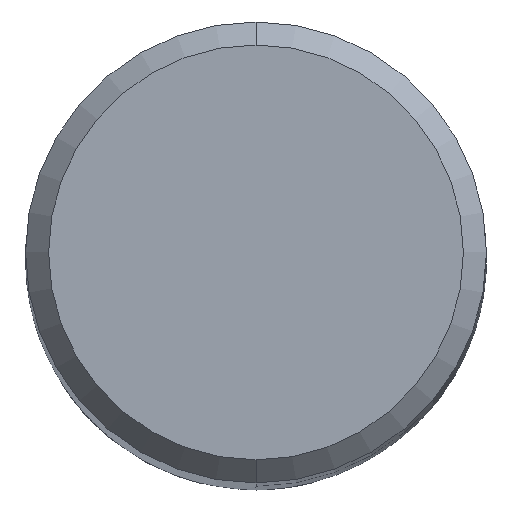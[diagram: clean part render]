
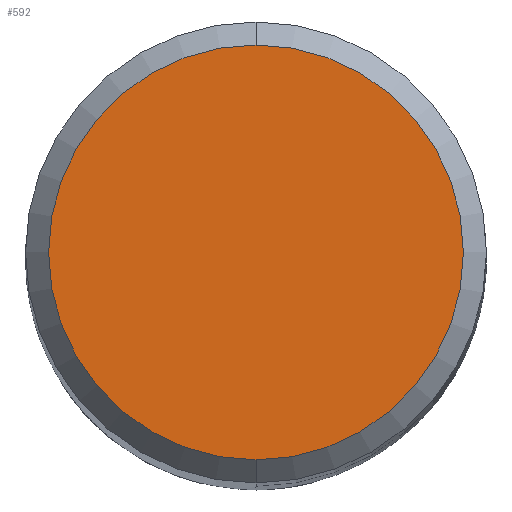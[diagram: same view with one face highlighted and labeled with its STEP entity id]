
A CAD part, top view. The second image highlights one B-rep face of the part: STEP entity #592.
In plain terms, the highlighted planar face has unit normal (0, 0, 1).
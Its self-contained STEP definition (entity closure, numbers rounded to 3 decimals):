
#284=VERTEX_POINT('',#783);
#434=EDGE_CURVE('',#284,#728,#948,.T.);
#592=ADVANCED_FACE('',(#1121),#1122,.T.);
#728=VERTEX_POINT('',#1267);
#734=EDGE_CURVE('',#728,#284,#1275,.T.);
#783=CARTESIAN_POINT('',(0.0,4.5,0.0));
#948=CIRCLE('',#2211,4.5);
#1121=FACE_OUTER_BOUND('',#3474,.T.);
#1122=PLANE('',#3475);
#1267=CARTESIAN_POINT('',(0.,-4.5,0.0));
#1275=CIRCLE('',#3958,4.5);
#2211=AXIS2_PLACEMENT_3D('',#4236,#4237,#4238);
#3474=EDGE_LOOP('',(#4462,#4463));
#3475=AXIS2_PLACEMENT_3D('',#4464,#4465,#4466);
#3958=AXIS2_PLACEMENT_3D('',#4637,#4638,#4639);
#4236=CARTESIAN_POINT('',(0.0,0.0,0.0));
#4237=DIRECTION('',(0.0,0.0,-1.0));
#4238=DIRECTION('',(0.0,1.0,0.0));
#4462=ORIENTED_EDGE('',*,*,#434,.F.);
#4463=ORIENTED_EDGE('',*,*,#734,.F.);
#4464=CARTESIAN_POINT('',(0.0,2.25,0.0));
#4465=DIRECTION('',(-0.0,0.0,1.0));
#4466=DIRECTION('',(0.0,-1.0,0.0));
#4637=CARTESIAN_POINT('',(0.0,0.0,0.0));
#4638=DIRECTION('',(0.0,0.0,-1.0));
#4639=DIRECTION('',(0.0,1.0,0.0));
